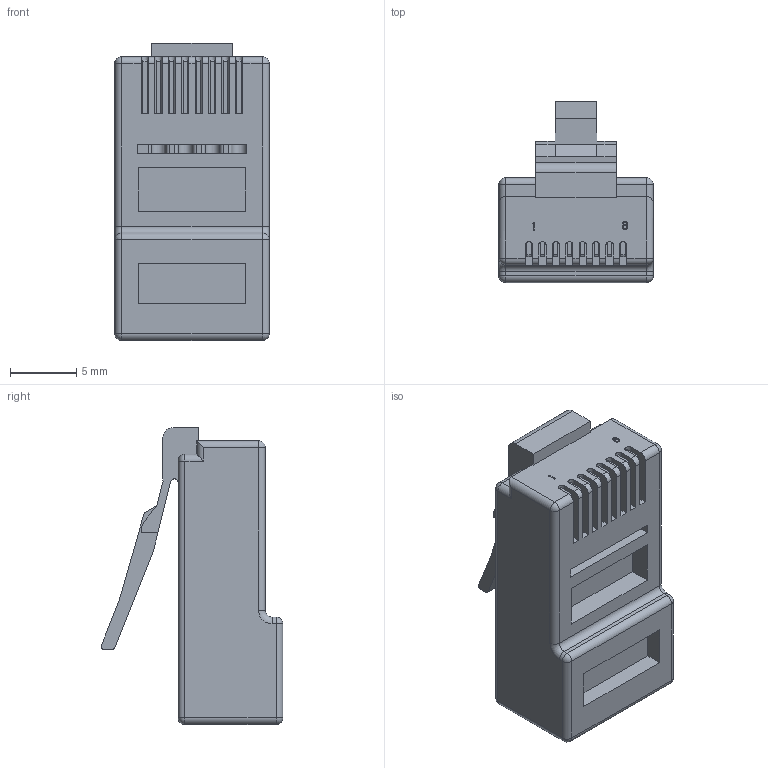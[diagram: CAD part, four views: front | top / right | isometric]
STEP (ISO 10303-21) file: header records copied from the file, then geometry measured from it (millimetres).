
FILE_DESCRIPTION (( 'STEP AP203' ), '1' );
FILE_NAME ('TSP3788C5.STEP', '2015-05-05T15:17:20', ( 'x' ), ( '' ), 'SwSTEP 2.0', 'SolidWorks 2014', '' );
FILE_SCHEMA (( 'CONFIG_CONTROL_DESIGN' ));
Length unit declared in the file: inch
Products named in the file (3): 1AD02-001; 1AD02-001-MA2; TSP3788C5
Assembly tree (2 placements, depth 2):
  TSP3788C5
    1AD02-001
    1AD02-001-MA2
Bounding box: 11.68 x 13.74 x 22.48 mm (x, y, z)
Volume: 1313.4 mm3; surface area: 2381.5 mm2
Topology: 2 solids, 2 shells, 279 faces, 750 edges, 480 vertices
Faces by surface type: plane 157, cylinder 93, bspline 17, sphere 10, torus 2
Entity records: 9870 total; most frequent: CARTESIAN_POINT 2568, ORIENTED_EDGE 1480, DIRECTION 1430, EDGE_CURVE 740, VECTOR 506, LINE 506, VERTEX_POINT 480, AXIS2_PLACEMENT_3D 462
